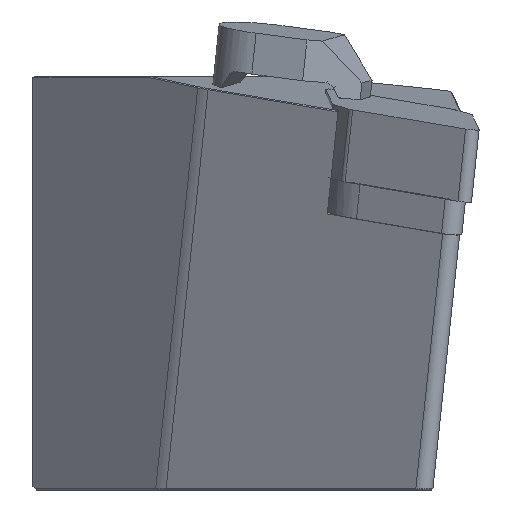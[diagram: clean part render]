
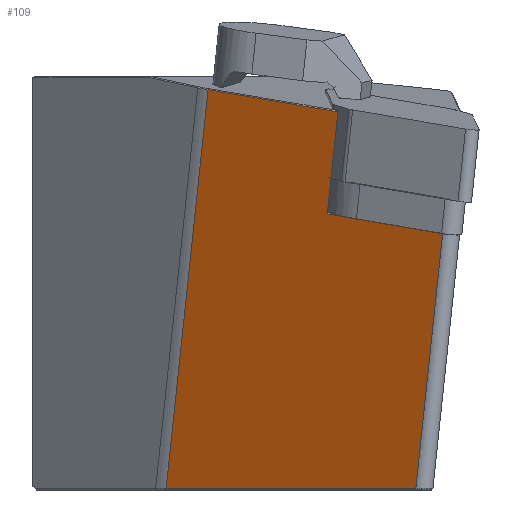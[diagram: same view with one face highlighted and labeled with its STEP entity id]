
A CAD part, left-side view. The second image highlights one B-rep face of the part: STEP entity #109.
In plain terms, the highlighted planar face has unit normal (-0.849, 0.527, -0.034).
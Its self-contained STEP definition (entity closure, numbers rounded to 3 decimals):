
#109=ADVANCED_FACE('',(#258),#196,.F.);
#196=PLANE('',#1591);
#258=FACE_OUTER_BOUND('',#346,.T.);
#346=EDGE_LOOP('',(#830,#831,#832,#833,#834,#835,#836));
#421=LINE('',#2111,#585);
#428=LINE('',#2132,#592);
#476=LINE('',#2248,#640);
#477=LINE('',#2250,#641);
#478=LINE('',#2252,#642);
#479=LINE('',#2254,#643);
#480=LINE('',#2256,#644);
#585=VECTOR('',#1698,1.);
#592=VECTOR('',#1715,1.);
#640=VECTOR('',#1791,1.);
#641=VECTOR('',#1794,1.);
#642=VECTOR('',#1795,1.);
#643=VECTOR('',#1796,1.);
#644=VECTOR('',#1797,1.);
#830=ORIENTED_EDGE('',*,*,#1328,.T.);
#831=ORIENTED_EDGE('',*,*,#1384,.T.);
#832=ORIENTED_EDGE('',*,*,#1385,.T.);
#833=ORIENTED_EDGE('',*,*,#1386,.T.);
#834=ORIENTED_EDGE('',*,*,#1387,.F.);
#835=ORIENTED_EDGE('',*,*,#1319,.F.);
#836=ORIENTED_EDGE('',*,*,#1383,.F.);
#1183=VERTEX_POINT('',#2108);
#1184=VERTEX_POINT('',#2110);
#1193=VERTEX_POINT('',#2131);
#1194=VERTEX_POINT('',#2133);
#1238=VERTEX_POINT('',#2251);
#1239=VERTEX_POINT('',#2253);
#1240=VERTEX_POINT('',#2255);
#1319=EDGE_CURVE('',#1184,#1183,#421,.T.);
#1328=EDGE_CURVE('',#1194,#1193,#428,.T.);
#1383=EDGE_CURVE('',#1194,#1184,#476,.T.);
#1384=EDGE_CURVE('',#1193,#1238,#477,.T.);
#1385=EDGE_CURVE('',#1238,#1239,#478,.T.);
#1386=EDGE_CURVE('',#1239,#1240,#479,.T.);
#1387=EDGE_CURVE('',#1183,#1240,#480,.T.);
#1591=AXIS2_PLACEMENT_3D('',#2257,#1798,#1799);
#1698=DIRECTION('',(-0.518,-0.843,-0.143));
#1715=DIRECTION('',(0.518,0.843,0.143));
#1791=DIRECTION('',(0.105,0.104,-0.989));
#1794=DIRECTION('',(0.105,0.104,-0.989));
#1795=DIRECTION('',(-0.527,-0.85,0.));
#1796=DIRECTION('',(-0.105,-0.104,0.989));
#1797=DIRECTION('',(-0.518,-0.843,-0.143));
#1798=DIRECTION('',(0.849,-0.527,0.034));
#1799=DIRECTION('',(0.527,0.85,0.));
#2108=CARTESIAN_POINT('',(8.663,4.232,-7.535));
#2110=CARTESIAN_POINT('',(9.537,5.655,-7.293));
#2111=CARTESIAN_POINT('',(3.2,-4.668,-9.048));
#2131=CARTESIAN_POINT('',(15.709,16.322,3.812));
#2132=CARTESIAN_POINT('',(15.709,16.322,3.812));
#2133=CARTESIAN_POINT('',(8.572,4.696,1.836));
#2248=CARTESIAN_POINT('',(8.492,4.616,2.597));
#2250=CARTESIAN_POINT('',(19.848,20.439,-35.355));
#2251=CARTESIAN_POINT('',(19.483,20.075,-31.896));
#2252=CARTESIAN_POINT('',(6.164,-1.381,-31.896));
#2253=CARTESIAN_POINT('',(5.614,-2.267,-31.896));
#2254=CARTESIAN_POINT('',(6.374,-1.511,-39.086));
#2255=CARTESIAN_POINT('',(3.2,-4.668,-9.048));
#2256=CARTESIAN_POINT('',(3.2,-4.668,-9.048));
#2257=CARTESIAN_POINT('',(6.374,-1.511,-39.086));
